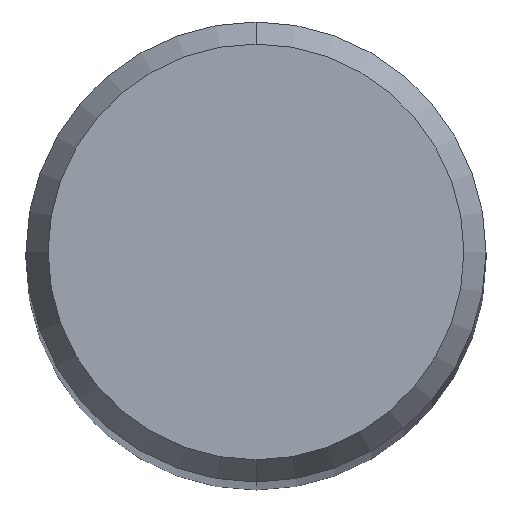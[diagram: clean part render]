
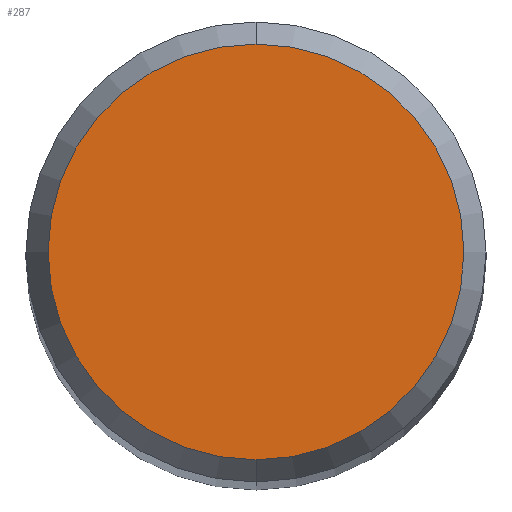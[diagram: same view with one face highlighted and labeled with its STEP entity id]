
A CAD part, top view. The second image highlights one B-rep face of the part: STEP entity #287.
In plain terms, the highlighted planar face has unit normal (0, 0, 1).
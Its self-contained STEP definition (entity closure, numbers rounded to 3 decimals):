
#125=EDGE_CURVE('',#199,#245,#343,.T.);
#199=VERTEX_POINT('',#426);
#245=VERTEX_POINT('',#479);
#287=ADVANCED_FACE('',(#524),#525,.T.);
#303=EDGE_CURVE('',#245,#199,#543,.T.);
#343=CIRCLE('',#579,4.304);
#426=CARTESIAN_POINT('',(0.0,4.304,0.0));
#479=CARTESIAN_POINT('',(0.,-4.304,0.0));
#524=FACE_OUTER_BOUND('',#818,.T.);
#525=PLANE('',#819);
#543=CIRCLE('',#841,4.304);
#579=AXIS2_PLACEMENT_3D('',#876,#877,#878);
#818=EDGE_LOOP('',(#1093,#1094));
#819=AXIS2_PLACEMENT_3D('',#1095,#1096,#1097);
#841=AXIS2_PLACEMENT_3D('',#1123,#1124,#1125);
#876=CARTESIAN_POINT('',(0.0,0.0,0.0));
#877=DIRECTION('',(0.0,0.0,-1.0));
#878=DIRECTION('',(0.0,1.0,0.0));
#1093=ORIENTED_EDGE('',*,*,#125,.F.);
#1094=ORIENTED_EDGE('',*,*,#303,.F.);
#1095=CARTESIAN_POINT('',(0.0,2.152,0.0));
#1096=DIRECTION('',(-0.0,0.0,1.0));
#1097=DIRECTION('',(0.0,-1.0,0.0));
#1123=CARTESIAN_POINT('',(0.0,0.0,0.0));
#1124=DIRECTION('',(0.0,0.0,-1.0));
#1125=DIRECTION('',(0.0,1.0,0.0));
